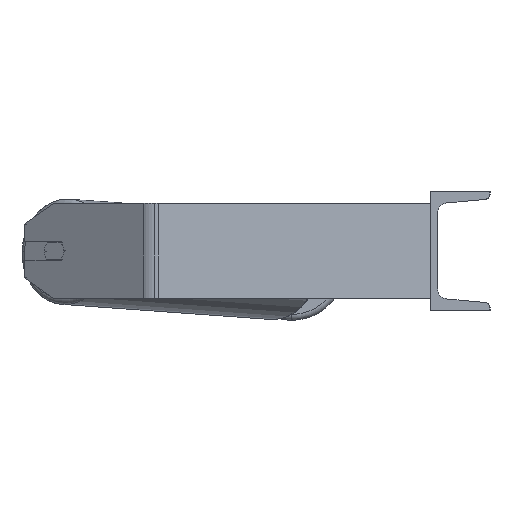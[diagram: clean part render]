
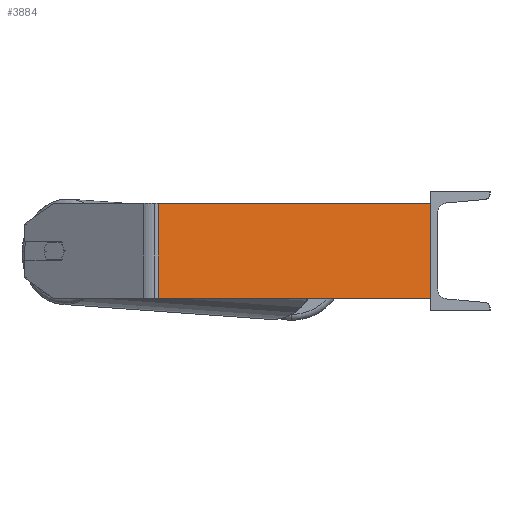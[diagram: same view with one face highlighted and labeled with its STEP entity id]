
A CAD part, left-side view. The second image highlights one B-rep face of the part: STEP entity #3884.
In plain terms, the highlighted planar face has unit normal (-0.985, -0.174, 0).
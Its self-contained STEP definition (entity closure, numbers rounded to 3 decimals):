
#108 = CARTESIAN_POINT ( 'NONE',  ( -485., 0., 40. ) ) ;
#625 = VERTEX_POINT ( 'NONE', #7986 ) ;
#654 = CARTESIAN_POINT ( 'NONE',  ( -525.481, 229.58, 40. ) ) ;
#656 = VERTEX_POINT ( 'NONE', #108 ) ;
#670 = ORIENTED_EDGE ( 'NONE', *, *, #1481, .F. ) ;
#1481 = EDGE_CURVE ( 'NONE', #8763, #656, #5012, .T. ) ;
#1705 = VECTOR ( 'NONE', #5680, 1000. ) ;
#2064 = DIRECTION ( 'NONE',  ( 0.985, 0.174, 0. ) ) ;
#2153 = FACE_OUTER_BOUND ( 'NONE', #5450, .T. ) ;
#2234 = ORIENTED_EDGE ( 'NONE', *, *, #3844, .F. ) ;
#2295 = LINE ( 'NONE', #4358, #6306 ) ;
#2904 = LINE ( 'NONE', #654, #7729 ) ;
#3656 = DIRECTION ( 'NONE',  ( 0.174, -0.985, 0. ) ) ;
#3844 = EDGE_CURVE ( 'NONE', #656, #7538, #9138, .T. ) ;
#3884 = ADVANCED_FACE ( 'NONE', ( #2153 ), #5596, .F. ) ;
#4264 = AXIS2_PLACEMENT_3D ( 'NONE', #7765, #2064, #6332 ) ;
#4358 = CARTESIAN_POINT ( 'NONE',  ( -526.632, 236.107, -40. ) ) ;
#4856 = CARTESIAN_POINT ( 'NONE',  ( -485., 0., 40. ) ) ;
#5012 = LINE ( 'NONE', #5576, #6773 ) ;
#5450 = EDGE_LOOP ( 'NONE', ( #8411, #2234, #670, #6879 ) ) ;
#5485 = EDGE_CURVE ( 'NONE', #8763, #625, #2904, .T. ) ;
#5576 = CARTESIAN_POINT ( 'NONE',  ( -526.632, 236.107, 40. ) ) ;
#5596 = PLANE ( 'NONE',  #4264 ) ;
#5680 = DIRECTION ( 'NONE',  ( 0., 0., -1. ) ) ;
#6306 = VECTOR ( 'NONE', #3656, 1000. ) ;
#6332 = DIRECTION ( 'NONE',  ( -0.174, 0.985, 0. ) ) ;
#6489 = CARTESIAN_POINT ( 'NONE',  ( -525.481, 229.58, 40. ) ) ;
#6773 = VECTOR ( 'NONE', #8513, 1000. ) ;
#6879 = ORIENTED_EDGE ( 'NONE', *, *, #5485, .T. ) ;
#7173 = DIRECTION ( 'NONE',  ( 0., 0., -1. ) ) ;
#7538 = VERTEX_POINT ( 'NONE', #8189 ) ;
#7729 = VECTOR ( 'NONE', #7173, 1000. ) ;
#7765 = CARTESIAN_POINT ( 'NONE',  ( -526.632, 236.107, 40. ) ) ;
#7987 = EDGE_CURVE ( 'NONE', #625, #7538, #2295, .T. ) ;
#7986 = CARTESIAN_POINT ( 'NONE',  ( -525.481, 229.58, -40. ) ) ;
#8189 = CARTESIAN_POINT ( 'NONE',  ( -485., 0., -40. ) ) ;
#8411 = ORIENTED_EDGE ( 'NONE', *, *, #7987, .T. ) ;
#8513 = DIRECTION ( 'NONE',  ( 0.174, -0.985, 0. ) ) ;
#8763 = VERTEX_POINT ( 'NONE', #6489 ) ;
#9138 = LINE ( 'NONE', #4856, #1705 ) ;
